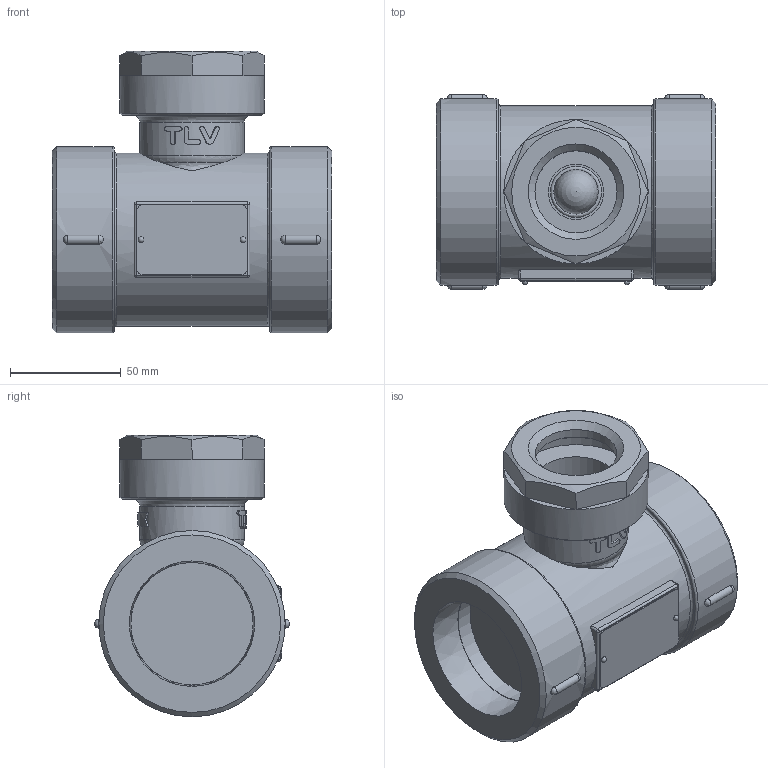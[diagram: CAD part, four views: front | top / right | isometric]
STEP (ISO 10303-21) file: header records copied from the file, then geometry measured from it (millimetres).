
FILE_DESCRIPTION((''),'2;1');
FILE_NAME('t10n0-050-screw-00.stp','2010-06-16T14:26:43',('nakaot'),(''),'Autodesk Inventor 2008','Autodesk Inventor 2008','');
FILE_SCHEMA(('AUTOMOTIVE_DESIGN { 1 0 10303 214 1 1 1 1 }'));
Length unit declared in the file: millimetre
Products named in the file (1): t10n0-050-screw-00
Bounding box: 126 x 88 x 127 mm (x, y, z)
Volume: 580144.7 mm3; surface area: 76272.2 mm2
Topology: 2 solids, 2 shells, 145 faces, 377 edges, 233 vertices
Faces by surface type: plane 48, bspline 41, cylinder 31, sphere 13, cone 8, torus 4
Full cylindrical faces by diameter (mm): 23 x1, 25 x1, 37 x2, 47 x1, 51 x1, 55.169 x1, 56 x1, 65 x1, 78 x1, 84 x1
Entity records: 10658 total; most frequent: CARTESIAN_POINT 7636, ORIENTED_EDGE 628, DIRECTION 532, EDGE_CURVE 314, VERTEX_POINT 225, AXIS2_PLACEMENT_3D 214, EDGE_LOOP 198, FACE_OUTER_BOUND 145
